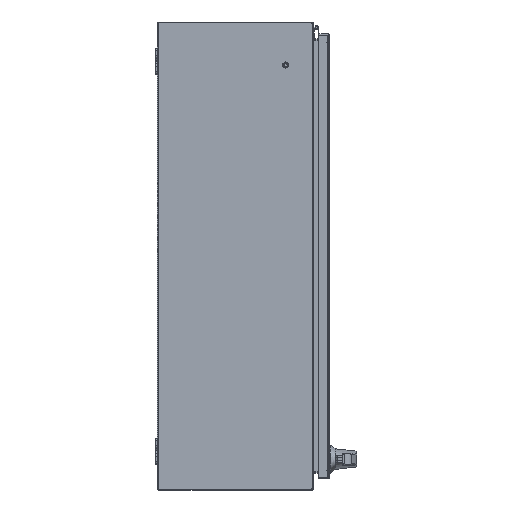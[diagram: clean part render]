
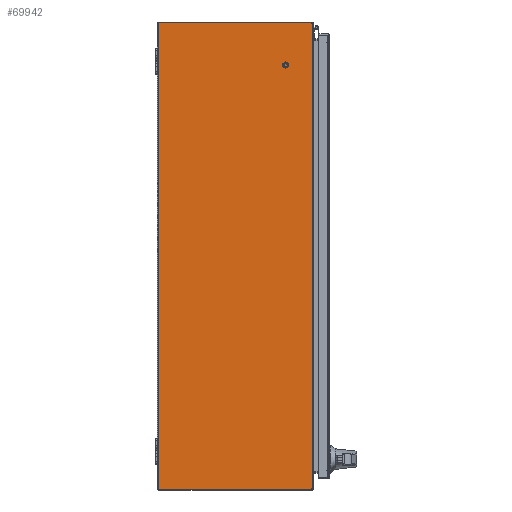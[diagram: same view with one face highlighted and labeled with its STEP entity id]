
A CAD part, front view. The second image highlights one B-rep face of the part: STEP entity #69942.
In plain terms, the highlighted face is planar.
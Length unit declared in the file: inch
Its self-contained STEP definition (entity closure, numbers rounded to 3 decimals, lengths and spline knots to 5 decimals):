
#46 = DIRECTION ( 'NONE',  ( 0., 1., 0. ) ) ;
#1507 = EDGE_CURVE ( 'NONE', #88587, #57987, #71725, .T. ) ;
#5392 = AXIS2_PLACEMENT_3D ( 'NONE', #29953, #91921, #46422 ) ;
#5444 = CARTESIAN_POINT ( 'NONE',  ( 17.678, -11.77404, -24. ) ) ;
#6735 = CARTESIAN_POINT ( 'NONE',  ( 17.928, -0.072, -24. ) ) ;
#7992 = EDGE_CURVE ( 'NONE', #18662, #54588, #9379, .T. ) ;
#8208 = LINE ( 'NONE', #41486, #100858 ) ;
#9379 = CIRCLE ( 'NONE', #40643, 0.25 ) ;
#15427 = LINE ( 'NONE', #62314, #84203 ) ;
#15766 = CARTESIAN_POINT ( 'NONE',  ( -17.89842, -11.892, -24. ) ) ;
#16749 = ORIENTED_EDGE ( 'NONE', *, *, #61949, .T. ) ;
#18662 = VERTEX_POINT ( 'NONE', #15766 ) ;
#23253 = EDGE_LOOP ( 'NONE', ( #16749, #27275, #68557, #103662, #48471, #30479 ) ) ;
#24206 = DIRECTION ( 'NONE',  ( 0., -1., 0. ) ) ;
#27275 = ORIENTED_EDGE ( 'NONE', *, *, #102418, .T. ) ;
#29953 = CARTESIAN_POINT ( 'NONE',  ( 17.928, -0.072, -24. ) ) ;
#30080 = CARTESIAN_POINT ( 'NONE',  ( -17.678, -11.77404, -24. ) ) ;
#30479 = ORIENTED_EDGE ( 'NONE', *, *, #1507, .T. ) ;
#30955 = VECTOR ( 'NONE', #115361, 39.37008 ) ;
#40643 = AXIS2_PLACEMENT_3D ( 'NONE', #30080, #47324, #74060 ) ;
#41486 = CARTESIAN_POINT ( 'NONE',  ( -17.928, -0.072, -24. ) ) ;
#46422 = DIRECTION ( 'NONE',  ( 0., -1., 0. ) ) ;
#47324 = DIRECTION ( 'NONE',  ( 0., 0., -1. ) ) ;
#47581 = PLANE ( 'NONE',  #5392 ) ;
#48471 = ORIENTED_EDGE ( 'NONE', *, *, #115683, .T. ) ;
#54588 = VERTEX_POINT ( 'NONE', #115765 ) ;
#57987 = VERTEX_POINT ( 'NONE', #113779 ) ;
#58343 = CARTESIAN_POINT ( 'NONE',  ( -17.928, -0.072, -24. ) ) ;
#59098 = VERTEX_POINT ( 'NONE', #87954 ) ;
#61949 = EDGE_CURVE ( 'NONE', #57987, #59098, #109086, .T. ) ;
#62314 = CARTESIAN_POINT ( 'NONE',  ( 17.928, -0.072, -24. ) ) ;
#66631 = VERTEX_POINT ( 'NONE', #58343 ) ;
#66945 = VECTOR ( 'NONE', #81973, 39.37008 ) ;
#68557 = ORIENTED_EDGE ( 'NONE', *, *, #7992, .T. ) ;
#69942 = ADVANCED_FACE ( 'NONE', ( #73040 ), #47581, .T. ) ;
#71406 = CARTESIAN_POINT ( 'NONE',  ( 17.928, -11.892, -24. ) ) ;
#71725 = LINE ( 'NONE', #6735, #30955 ) ;
#73040 = FACE_OUTER_BOUND ( 'NONE', #23253, .T. ) ;
#74060 = DIRECTION ( 'NONE',  ( 0., -1., 0. ) ) ;
#74285 = CARTESIAN_POINT ( 'NONE',  ( 17.928, -0.072, -24. ) ) ;
#77237 = DIRECTION ( 'NONE',  ( 0., 0., -1. ) ) ;
#79540 = LINE ( 'NONE', #71406, #66945 ) ;
#81973 = DIRECTION ( 'NONE',  ( -1., 0., 0. ) ) ;
#84203 = VECTOR ( 'NONE', #102987, 39.37008 ) ;
#87954 = CARTESIAN_POINT ( 'NONE',  ( 17.89842, -11.892, -24. ) ) ;
#88587 = VERTEX_POINT ( 'NONE', #74285 ) ;
#90243 = AXIS2_PLACEMENT_3D ( 'NONE', #5444, #77237, #24206 ) ;
#91921 = DIRECTION ( 'NONE',  ( 0., 0., -1. ) ) ;
#100858 = VECTOR ( 'NONE', #46, 39.37008 ) ;
#102418 = EDGE_CURVE ( 'NONE', #59098, #18662, #79540, .T. ) ;
#102987 = DIRECTION ( 'NONE',  ( 1., 0., 0. ) ) ;
#103662 = ORIENTED_EDGE ( 'NONE', *, *, #105512, .T. ) ;
#105512 = EDGE_CURVE ( 'NONE', #54588, #66631, #8208, .T. ) ;
#109086 = CIRCLE ( 'NONE', #90243, 0.25 ) ;
#113779 = CARTESIAN_POINT ( 'NONE',  ( 17.928, -11.77404, -24. ) ) ;
#115361 = DIRECTION ( 'NONE',  ( 0., -1., 0. ) ) ;
#115683 = EDGE_CURVE ( 'NONE', #66631, #88587, #15427, .T. ) ;
#115765 = CARTESIAN_POINT ( 'NONE',  ( -17.928, -11.77404, -24. ) ) ;
